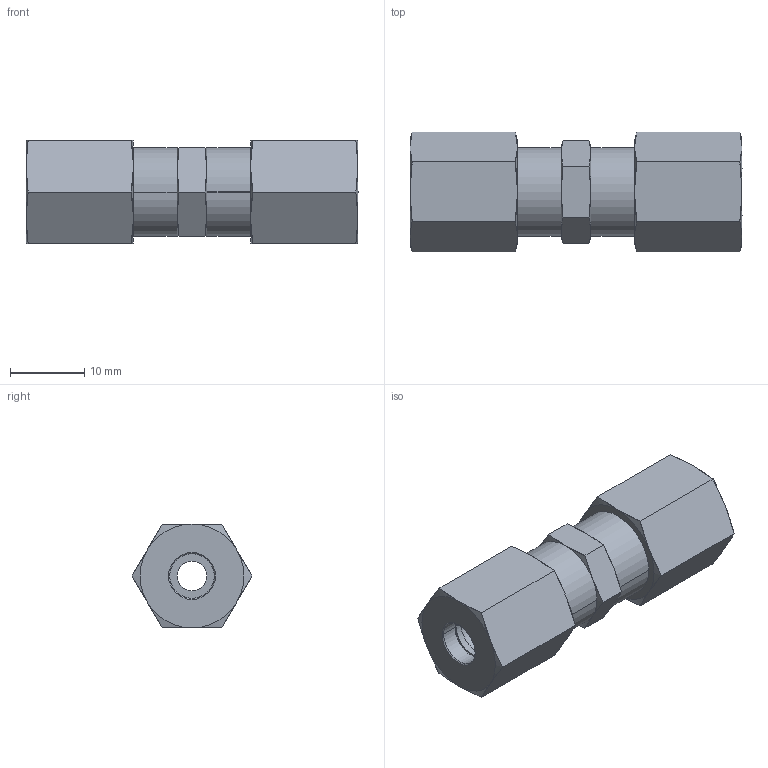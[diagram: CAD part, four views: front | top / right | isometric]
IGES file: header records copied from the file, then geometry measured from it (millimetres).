
Start section:  PTC IGES file: ilcm43000001.igs
Global section: file name: ilcm43000001.igs; native system: Pro/ENGINEER by Parametric Technology Corporation; preprocessor: 2007460; author: mes; organization: Unknown; date: 20090723.125313; units: inch
Bounding box: 44.8 x 16.17 x 14 mm (x, y, z)
Surface area: 4166.9 mm2 (no closed solid volume)
Topology: 0 solids, 0 shells, 130 faces, 584 edges, 584 vertices
Faces by surface type: revolution 98, bspline 32
